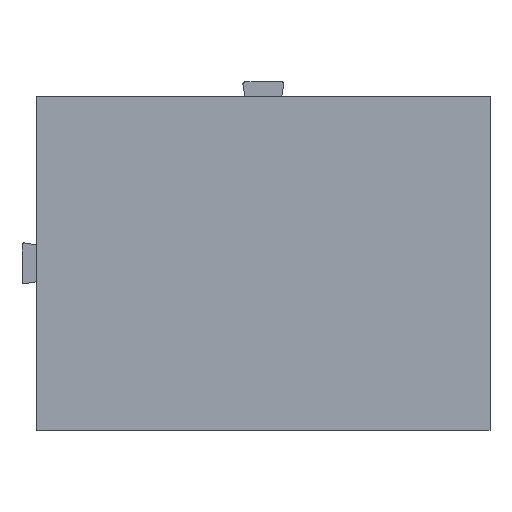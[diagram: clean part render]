
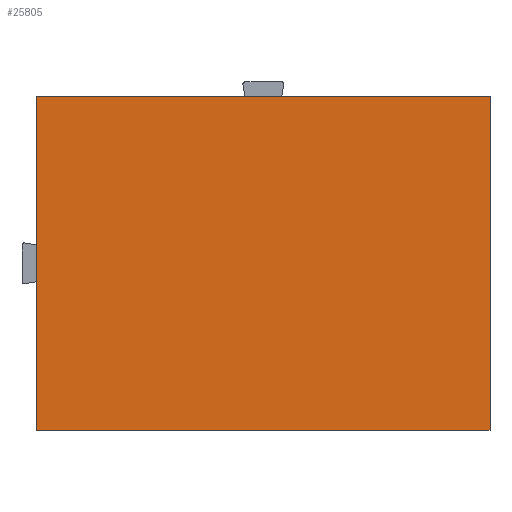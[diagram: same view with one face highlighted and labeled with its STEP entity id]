
A CAD part, front view. The second image highlights one B-rep face of the part: STEP entity #25805.
In plain terms, the highlighted planar face has unit normal (0, -1, 0).
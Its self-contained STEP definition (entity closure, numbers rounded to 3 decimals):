
#1113=FACE_OUTER_BOUND('',#2702,.T.);
#2702=EDGE_LOOP('',(#17164,#17165,#17166,#17167));
#4466=LINE('',#35806,#7970);
#4470=LINE('',#35813,#7974);
#4473=LINE('',#35819,#7977);
#4475=LINE('',#35822,#7979);
#7970=VECTOR('',#29040,1000.);
#7974=VECTOR('',#29046,1000.);
#7977=VECTOR('',#29051,1000.);
#7979=VECTOR('',#29055,1000.);
#11474=VERTEX_POINT('',#35803);
#11475=VERTEX_POINT('',#35805);
#11477=VERTEX_POINT('',#35811);
#11479=VERTEX_POINT('',#35817);
#13606=EDGE_CURVE('',#11475,#11474,#4466,.T.);
#13610=EDGE_CURVE('',#11474,#11477,#4470,.T.);
#13613=EDGE_CURVE('',#11477,#11479,#4473,.T.);
#13615=EDGE_CURVE('',#11479,#11475,#4475,.T.);
#17164=ORIENTED_EDGE('',*,*,#13606,.T.);
#17165=ORIENTED_EDGE('',*,*,#13610,.T.);
#17166=ORIENTED_EDGE('',*,*,#13613,.T.);
#17167=ORIENTED_EDGE('',*,*,#13615,.T.);
#24240=PLANE('',#27409);
#25805=ADVANCED_FACE('',(#1113),#24240,.T.);
#27409=AXIS2_PLACEMENT_3D('',#35823,#29056,#29057);
#29040=DIRECTION('',(-1.,0.,0.));
#29046=DIRECTION('',(0.,0.,-1.));
#29051=DIRECTION('',(1.,0.,0.));
#29055=DIRECTION('',(0.,0.,1.));
#29056=DIRECTION('center_axis',(0.,-1.,0.));
#29057=DIRECTION('ref_axis',(0.,0.,-1.));
#35803=CARTESIAN_POINT('',(-23.25,-5.2,17.1));
#35805=CARTESIAN_POINT('',(23.25,-5.2,17.1));
#35806=CARTESIAN_POINT('',(23.25,-5.2,17.1));
#35811=CARTESIAN_POINT('',(-23.25,-5.2,-17.1));
#35813=CARTESIAN_POINT('',(-23.25,-5.2,17.1));
#35817=CARTESIAN_POINT('',(23.25,-5.2,-17.1));
#35819=CARTESIAN_POINT('',(-23.25,-5.2,-17.1));
#35822=CARTESIAN_POINT('',(23.25,-5.2,-17.1));
#35823=CARTESIAN_POINT('Origin',(0.,-5.2,0.));
